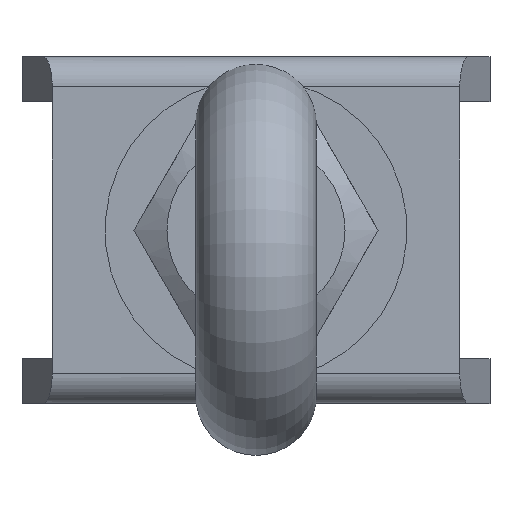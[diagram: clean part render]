
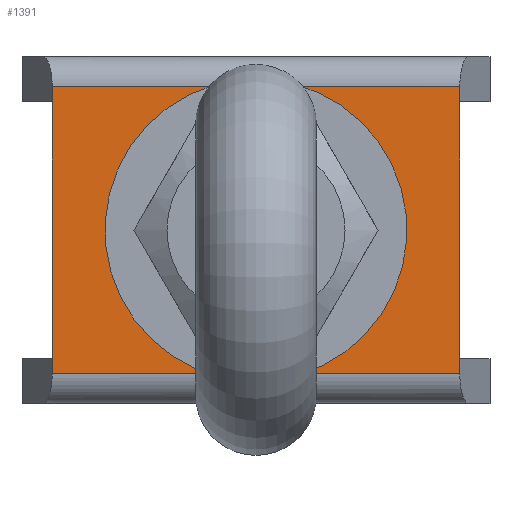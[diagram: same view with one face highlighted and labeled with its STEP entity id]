
A CAD part, front view. The second image highlights one B-rep face of the part: STEP entity #1391.
In plain terms, the highlighted planar face has unit normal (0, -1, 0).
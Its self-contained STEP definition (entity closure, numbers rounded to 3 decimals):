
#131=FACE_BOUND('',#287,.T.);
#139=CIRCLE('',#1619,2.75);
#167=PLANE('',#1618);
#205=FACE_OUTER_BOUND('',#286,.T.);
#286=EDGE_LOOP('',(#941,#942,#943,#944,#945,#946,#947,#948));
#287=EDGE_LOOP('',(#949));
#374=LINE('',#2092,#480);
#376=LINE('',#2098,#482);
#377=LINE('',#2100,#483);
#378=LINE('',#2102,#484);
#379=LINE('',#2104,#485);
#380=LINE('',#2106,#486);
#381=LINE('',#2108,#487);
#382=LINE('',#2109,#488);
#480=VECTOR('',#1743,10.);
#482=VECTOR('',#1749,10.);
#483=VECTOR('',#1750,10.);
#484=VECTOR('',#1751,10.);
#485=VECTOR('',#1752,10.);
#486=VECTOR('',#1753,10.);
#487=VECTOR('',#1754,10.);
#488=VECTOR('',#1755,10.);
#591=VERTEX_POINT('',#2089);
#592=VERTEX_POINT('',#2091);
#594=VERTEX_POINT('',#2097);
#595=VERTEX_POINT('',#2099);
#596=VERTEX_POINT('',#2101);
#597=VERTEX_POINT('',#2103);
#598=VERTEX_POINT('',#2105);
#599=VERTEX_POINT('',#2107);
#600=VERTEX_POINT('',#2110);
#729=EDGE_CURVE('',#591,#592,#374,.T.);
#732=EDGE_CURVE('',#591,#594,#376,.T.);
#733=EDGE_CURVE('',#594,#595,#377,.T.);
#734=EDGE_CURVE('',#595,#596,#378,.T.);
#735=EDGE_CURVE('',#597,#596,#379,.T.);
#736=EDGE_CURVE('',#597,#598,#380,.T.);
#737=EDGE_CURVE('',#598,#599,#381,.T.);
#738=EDGE_CURVE('',#599,#592,#382,.T.);
#739=EDGE_CURVE('',#600,#600,#139,.T.);
#941=ORIENTED_EDGE('',*,*,#729,.F.);
#942=ORIENTED_EDGE('',*,*,#732,.T.);
#943=ORIENTED_EDGE('',*,*,#733,.T.);
#944=ORIENTED_EDGE('',*,*,#734,.T.);
#945=ORIENTED_EDGE('',*,*,#735,.F.);
#946=ORIENTED_EDGE('',*,*,#736,.T.);
#947=ORIENTED_EDGE('',*,*,#737,.T.);
#948=ORIENTED_EDGE('',*,*,#738,.T.);
#949=ORIENTED_EDGE('',*,*,#739,.T.);
#1391=ADVANCED_FACE('',(#205,#131),#167,.T.);
#1618=AXIS2_PLACEMENT_3D('',#2096,#1747,#1748);
#1619=AXIS2_PLACEMENT_3D('',#2111,#1756,#1757);
#1743=DIRECTION('',(1.,0.,0.));
#1747=DIRECTION('center_axis',(0.,-1.,0.));
#1748=DIRECTION('ref_axis',(0.,0.,-1.));
#1749=DIRECTION('',(0.,0.,-1.));
#1750=DIRECTION('',(0.,0.,-1.));
#1751=DIRECTION('',(0.,0.,-1.));
#1752=DIRECTION('',(-1.,0.,0.));
#1753=DIRECTION('',(0.,0.,1.));
#1754=DIRECTION('',(0.,0.,1.));
#1755=DIRECTION('',(0.,0.,1.));
#1756=DIRECTION('center_axis',(0.,1.,0.));
#1757=DIRECTION('ref_axis',(1.,0.,0.));
#2089=CARTESIAN_POINT('',(-13.467,-14.911,10.5));
#2091=CARTESIAN_POINT('',(0.033,-14.911,10.5));
#2092=CARTESIAN_POINT('',(-2.842,-14.911,10.5));
#2096=CARTESIAN_POINT('Origin',(1.033,-14.911,0.));
#2097=CARTESIAN_POINT('',(-13.467,-14.911,10.));
#2098=CARTESIAN_POINT('',(-13.467,-14.911,5.75));
#2099=CARTESIAN_POINT('',(-13.467,-14.911,1.5));
#2100=CARTESIAN_POINT('',(-13.467,-14.911,0.75));
#2101=CARTESIAN_POINT('',(-13.467,-14.911,1.));
#2102=CARTESIAN_POINT('',(-13.467,-14.911,5.75));
#2103=CARTESIAN_POINT('',(0.033,-14.911,1.));
#2104=CARTESIAN_POINT('',(-2.842,-14.911,1.));
#2105=CARTESIAN_POINT('',(0.033,-14.911,1.5));
#2106=CARTESIAN_POINT('',(0.033,-14.911,5.75));
#2107=CARTESIAN_POINT('',(0.033,-14.911,10.));
#2108=CARTESIAN_POINT('',(0.033,-14.911,5.));
#2109=CARTESIAN_POINT('',(0.033,-14.911,5.75));
#2110=CARTESIAN_POINT('',(-9.467,-14.911,5.75));
#2111=CARTESIAN_POINT('Origin',(-6.717,-14.911,5.75));
